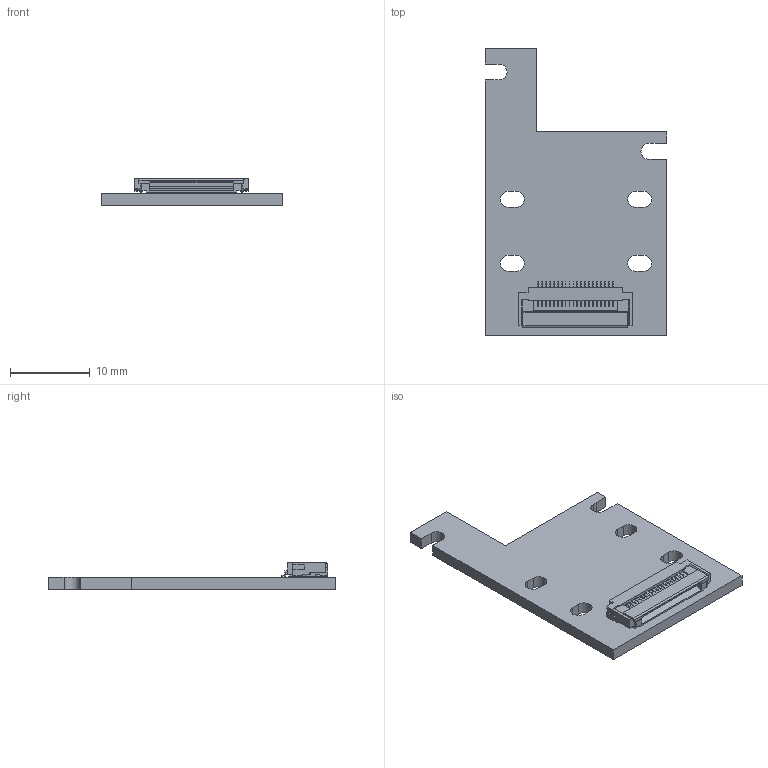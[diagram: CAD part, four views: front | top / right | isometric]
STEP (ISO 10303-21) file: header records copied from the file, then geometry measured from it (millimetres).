
FILE_DESCRIPTION(('KiCad electronic assembly'),'2;1');
FILE_NAME('Heater wirebonding.step','2025-11-14T17:34:22',('Pcbnew'),( 'Kicad'),'Open CASCADE STEP processor 7.9','KiCad to STEP converter' ,'Unknown');
FILE_SCHEMA(('AUTOMOTIVE_DESIGN { 1 0 10303 214 1 1 1 1 }'));
Length unit declared in the file: millimetre
Products named in the file (4): Heater wirebonding 1; TF31-20S-0.5SH_800_; Heater wirebonding 1.1.1; Heater wirebonding_PCB
Assembly tree (3 placements, depth 3):
  Heater wirebonding 1
    TF31-20S-0.5SH_800_
      Heater wirebonding 1.1.1
    Heater wirebonding_PCB
Bounding box: 22.8 x 36.1 x 3.38 mm (x, y, z)
Volume: 1023.6 mm3; surface area: 1817.2 mm2
Topology: 2 solids, 2 shells, 681 faces, 2029 edges, 1352 vertices
Faces by surface type: plane 551, cylinder 130
Entity records: 22714 total; most frequent: CARTESIAN_POINT 4066, ORIENTED_EDGE 4058, DIRECTION 3659, EDGE_CURVE 2029, LINE 1769, VECTOR 1769, VERTEX_POINT 1352, AXIS2_PLACEMENT_3D 945
